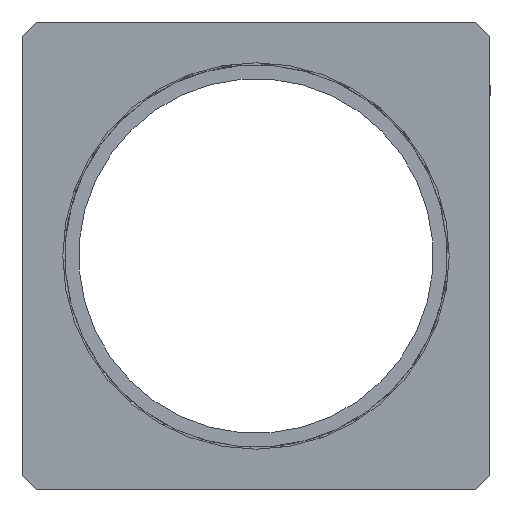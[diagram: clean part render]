
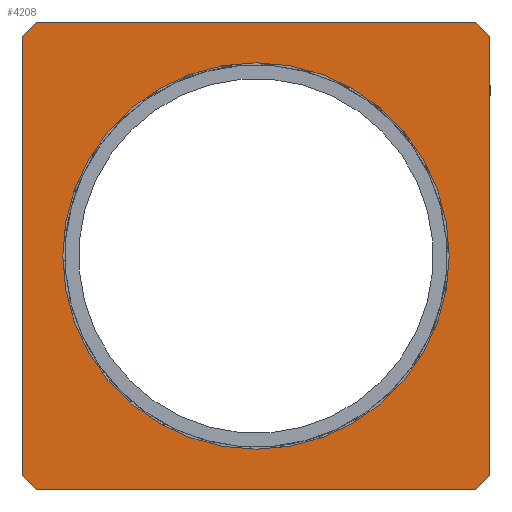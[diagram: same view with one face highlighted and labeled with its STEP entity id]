
A CAD part, front view. The second image highlights one B-rep face of the part: STEP entity #4208.
In plain terms, the highlighted planar face has unit normal (0, -1, 0).
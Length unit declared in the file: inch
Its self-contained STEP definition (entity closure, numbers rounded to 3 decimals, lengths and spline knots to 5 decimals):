
#228 = LINE ( 'NONE', #12924, #3691 ) ;
#330 = CARTESIAN_POINT ( 'NONE',  ( -0.66, 0., 0.66 ) ) ;
#347 = LINE ( 'NONE', #4317, #12778 ) ;
#408 = CARTESIAN_POINT ( 'NONE',  ( 0.66, 0., -0.62 ) ) ;
#846 = CARTESIAN_POINT ( 'NONE',  ( -0.62, 0., 0.66 ) ) ;
#1173 = EDGE_CURVE ( 'NONE', #5502, #4350, #3498, .T. ) ;
#1196 = CARTESIAN_POINT ( 'NONE',  ( 0.66, 0., 0.62 ) ) ;
#1419 = CARTESIAN_POINT ( 'NONE',  ( 0.62, 0., 0.66 ) ) ;
#1581 = DIRECTION ( 'NONE',  ( 0., 1., 0. ) ) ;
#1796 = DIRECTION ( 'NONE',  ( -1., 0., 0. ) ) ;
#2048 = ORIENTED_EDGE ( 'NONE', *, *, #7157, .F. ) ;
#2123 = EDGE_CURVE ( 'NONE', #2325, #4560, #347, .T. ) ;
#2198 = CARTESIAN_POINT ( 'NONE',  ( 0., 0., 0.545 ) ) ;
#2299 = EDGE_LOOP ( 'NONE', ( #5156, #6731 ) ) ;
#2325 = VERTEX_POINT ( 'NONE', #846 ) ;
#2391 = DIRECTION ( 'NONE',  ( -0.707, 0., -0.707 ) ) ;
#2511 = VERTEX_POINT ( 'NONE', #12065 ) ;
#2565 = DIRECTION ( 'NONE',  ( 0., 1., 0. ) ) ;
#2685 = DIRECTION ( 'NONE',  ( 0., 0., 1. ) ) ;
#2857 = ORIENTED_EDGE ( 'NONE', *, *, #3933, .T. ) ;
#2961 = AXIS2_PLACEMENT_3D ( 'NONE', #10603, #7597, #4451 ) ;
#3065 = VECTOR ( 'NONE', #6469, 39.37008 ) ;
#3498 = CIRCLE ( 'NONE', #12542, 0.545 ) ;
#3512 = AXIS2_PLACEMENT_3D ( 'NONE', #4563, #1581, #2685 ) ;
#3691 = VECTOR ( 'NONE', #4947, 39.37008 ) ;
#3919 = EDGE_CURVE ( 'NONE', #7051, #4560, #8605, .T. ) ;
#3933 = EDGE_CURVE ( 'NONE', #11131, #9389, #5128, .T. ) ;
#3953 = ORIENTED_EDGE ( 'NONE', *, *, #7644, .T. ) ;
#3966 = ORIENTED_EDGE ( 'NONE', *, *, #3919, .F. ) ;
#4208 = ADVANCED_FACE ( 'NONE', ( #4675, #13020 ), #9592, .T. ) ;
#4317 = CARTESIAN_POINT ( 'NONE',  ( -0.66, 0., 0.62 ) ) ;
#4350 = VERTEX_POINT ( 'NONE', #11253 ) ;
#4451 = DIRECTION ( 'NONE',  ( 0., 0., -1. ) ) ;
#4560 = VERTEX_POINT ( 'NONE', #7450 ) ;
#4563 = CARTESIAN_POINT ( 'NONE',  ( 0., 0., 0. ) ) ;
#4675 = FACE_OUTER_BOUND ( 'NONE', #5339, .T. ) ;
#4947 = DIRECTION ( 'NONE',  ( 0.707, 0., -0.707 ) ) ;
#5128 = LINE ( 'NONE', #1419, #5440 ) ;
#5156 = ORIENTED_EDGE ( 'NONE', *, *, #1173, .T. ) ;
#5339 = EDGE_LOOP ( 'NONE', ( #12284, #3966, #3953, #8961, #9610, #9876, #2857, #2048 ) ) ;
#5351 = CARTESIAN_POINT ( 'NONE',  ( 0.62, 0., 0.66 ) ) ;
#5384 = CARTESIAN_POINT ( 'NONE',  ( -0.62, 0., -0.66 ) ) ;
#5440 = VECTOR ( 'NONE', #8352, 39.37008 ) ;
#5502 = VERTEX_POINT ( 'NONE', #2198 ) ;
#5505 = EDGE_CURVE ( 'NONE', #11131, #2511, #5901, .T. ) ;
#5724 = LINE ( 'NONE', #10272, #9331 ) ;
#5901 = LINE ( 'NONE', #6410, #11587 ) ;
#6410 = CARTESIAN_POINT ( 'NONE',  ( 0.66, 0., 0.66 ) ) ;
#6469 = DIRECTION ( 'NONE',  ( 0.707, 0., 0.707 ) ) ;
#6677 = EDGE_CURVE ( 'NONE', #8659, #2511, #8408, .T. ) ;
#6731 = ORIENTED_EDGE ( 'NONE', *, *, #8613, .T. ) ;
#7051 = VERTEX_POINT ( 'NONE', #8912 ) ;
#7157 = EDGE_CURVE ( 'NONE', #2325, #9389, #5724, .T. ) ;
#7231 = DIRECTION ( 'NONE',  ( 0., 0., -1. ) ) ;
#7450 = CARTESIAN_POINT ( 'NONE',  ( -0.66, 0., 0.62 ) ) ;
#7597 = DIRECTION ( 'NONE',  ( 0., -1., 0. ) ) ;
#7644 = EDGE_CURVE ( 'NONE', #7051, #8609, #228, .T. ) ;
#7694 = CIRCLE ( 'NONE', #3512, 0.545 ) ;
#7806 = LINE ( 'NONE', #12869, #9546 ) ;
#8352 = DIRECTION ( 'NONE',  ( -0.707, 0., 0.707 ) ) ;
#8408 = LINE ( 'NONE', #408, #3065 ) ;
#8605 = LINE ( 'NONE', #330, #10969 ) ;
#8609 = VERTEX_POINT ( 'NONE', #5384 ) ;
#8613 = EDGE_CURVE ( 'NONE', #4350, #5502, #7694, .T. ) ;
#8659 = VERTEX_POINT ( 'NONE', #9711 ) ;
#8912 = CARTESIAN_POINT ( 'NONE',  ( -0.66, 0., -0.62 ) ) ;
#8961 = ORIENTED_EDGE ( 'NONE', *, *, #11329, .F. ) ;
#9331 = VECTOR ( 'NONE', #10184, 39.37008 ) ;
#9389 = VERTEX_POINT ( 'NONE', #5351 ) ;
#9546 = VECTOR ( 'NONE', #1796, 39.37008 ) ;
#9592 = PLANE ( 'NONE',  #2961 ) ;
#9610 = ORIENTED_EDGE ( 'NONE', *, *, #6677, .T. ) ;
#9667 = CARTESIAN_POINT ( 'NONE',  ( 0., 0., 0. ) ) ;
#9711 = CARTESIAN_POINT ( 'NONE',  ( 0.62, 0., -0.66 ) ) ;
#9876 = ORIENTED_EDGE ( 'NONE', *, *, #5505, .F. ) ;
#10184 = DIRECTION ( 'NONE',  ( 1., 0., 0. ) ) ;
#10272 = CARTESIAN_POINT ( 'NONE',  ( -0.66, 0., 0.66 ) ) ;
#10459 = DIRECTION ( 'NONE',  ( 0., 0., 1. ) ) ;
#10603 = CARTESIAN_POINT ( 'NONE',  ( 0., 0., 0. ) ) ;
#10969 = VECTOR ( 'NONE', #11313, 39.37008 ) ;
#11131 = VERTEX_POINT ( 'NONE', #1196 ) ;
#11253 = CARTESIAN_POINT ( 'NONE',  ( 0., 0., -0.545 ) ) ;
#11313 = DIRECTION ( 'NONE',  ( 0., 0., 1. ) ) ;
#11329 = EDGE_CURVE ( 'NONE', #8659, #8609, #7806, .T. ) ;
#11587 = VECTOR ( 'NONE', #7231, 39.37008 ) ;
#12065 = CARTESIAN_POINT ( 'NONE',  ( 0.66, 0., -0.62 ) ) ;
#12284 = ORIENTED_EDGE ( 'NONE', *, *, #2123, .T. ) ;
#12542 = AXIS2_PLACEMENT_3D ( 'NONE', #9667, #2565, #10459 ) ;
#12778 = VECTOR ( 'NONE', #2391, 39.37008 ) ;
#12869 = CARTESIAN_POINT ( 'NONE',  ( -0.66, 0., -0.66 ) ) ;
#12924 = CARTESIAN_POINT ( 'NONE',  ( -0.62, 0., -0.66 ) ) ;
#13020 = FACE_BOUND ( 'NONE', #2299, .T. ) ;
